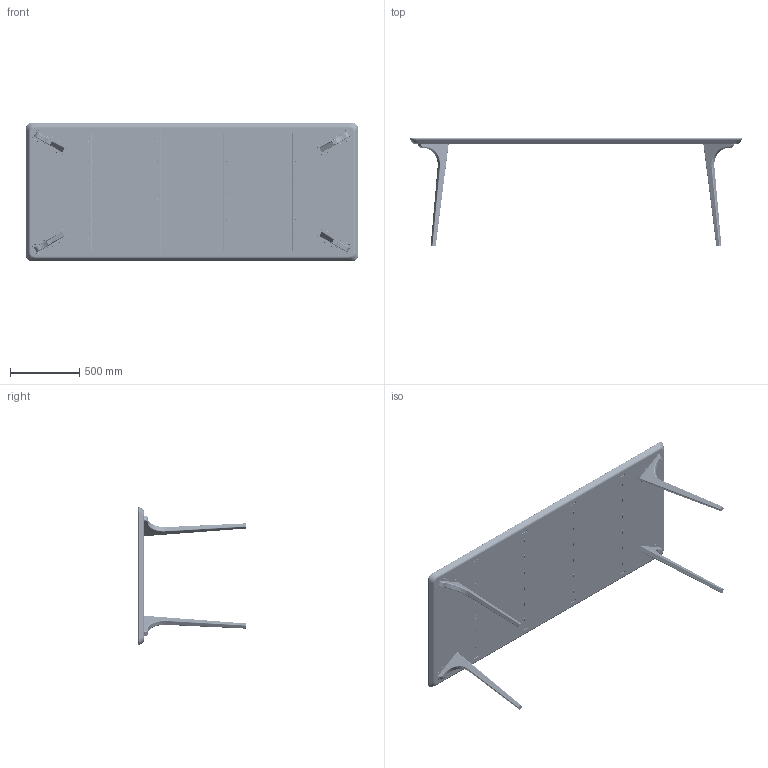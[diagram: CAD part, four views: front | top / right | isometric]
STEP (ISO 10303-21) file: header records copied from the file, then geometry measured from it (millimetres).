
FILE_DESCRIPTION (( 'STEP AP203' ), '1' );
FILE_NAME ('Yorick stol 2400x100x777 - sklop.STEP', '2023-11-23T08:51:15', ( '' ), ( '' ), 'SwSTEP 2.0', 'SolidWorks 2023', '' );
FILE_SCHEMA (( 'CONFIG_CONTROL_DESIGN' ));
Products named in the file (1): Yorick stol 2400x100x777 - sklop
Bounding box: 2400.15 x 777 x 1000.15 mm (x, y, z)
Volume: 98696432.4 mm3; surface area: 6520974.9 mm2
Topology: 149 solids, 149 shells, 5446 faces, 13604 edges, 8496 vertices
Faces by surface type: plane 2158, cylinder 2004, cone 696, bspline 428, torus 112, sphere 48
Entity records: 290341 total; most frequent: CARTESIAN_POINT 169219, ORIENTED_EDGE 26888, DIRECTION 23542, EDGE_CURVE 13444, AXIS2_PLACEMENT_3D 8511, VERTEX_POINT 8496, VECTOR 6520, LINE 6520
